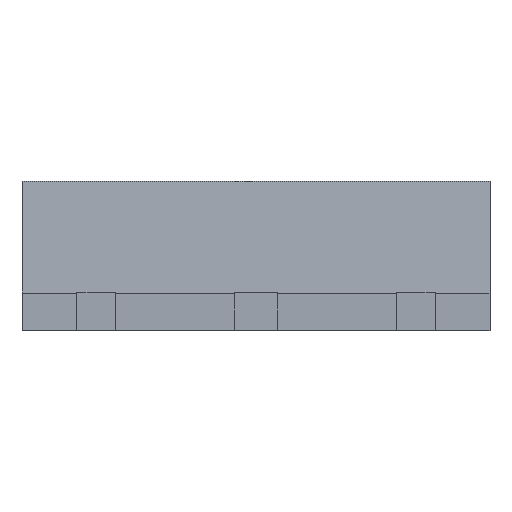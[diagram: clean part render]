
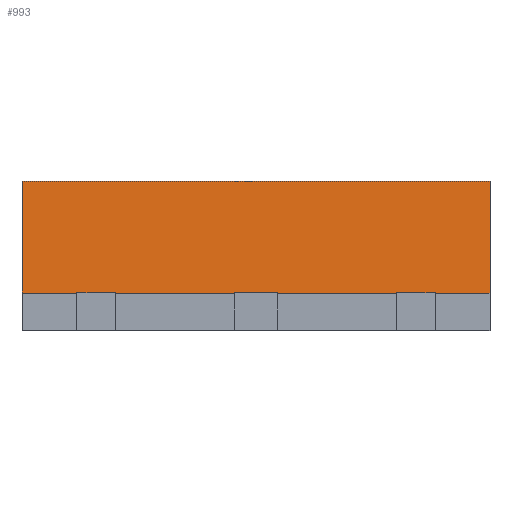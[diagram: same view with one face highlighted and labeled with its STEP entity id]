
A CAD part, top view. The second image highlights one B-rep face of the part: STEP entity #993.
In plain terms, the highlighted planar face has unit normal (0, 0.076, 0.997).
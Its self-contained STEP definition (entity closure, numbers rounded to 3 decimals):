
#9 = VERTEX_POINT ( 'NONE', #1728 ) ;
#29 = DIRECTION ( 'NONE',  ( -1., 0., 0. ) ) ;
#40 = DIRECTION ( 'NONE',  ( 1., 0., 0. ) ) ;
#58 = EDGE_CURVE ( 'NONE', #9, #1705, #653, .T. ) ;
#114 = CARTESIAN_POINT ( 'NONE',  ( -2.195, 0.35, 1.145 ) ) ;
#136 = ORIENTED_EDGE ( 'NONE', *, *, #597, .F. ) ;
#214 = DIRECTION ( 'NONE',  ( 0., 0.997, -0.076 ) ) ;
#228 = ORIENTED_EDGE ( 'NONE', *, *, #1445, .F. ) ;
#242 = CARTESIAN_POINT ( 'NONE',  ( 0.205, 0.35, 1.145 ) ) ;
#262 = EDGE_CURVE ( 'NONE', #1888, #700, #1146, .T. ) ;
#283 = VECTOR ( 'NONE', #551, 1000. ) ;
#328 = CARTESIAN_POINT ( 'NONE',  ( 2.195, 1.4, 1.065 ) ) ;
#379 = PLANE ( 'NONE',  #743 ) ;
#397 = LINE ( 'NONE', #1665, #1500 ) ;
#430 = LINE ( 'NONE', #1425, #283 ) ;
#447 = LINE ( 'NONE', #328, #1356 ) ;
#452 = EDGE_LOOP ( 'NONE', ( #136, #1491, #1695, #487, #228, #1752 ) ) ;
#457 = CARTESIAN_POINT ( 'NONE',  ( -2.195, 0.35, 1.145 ) ) ;
#487 = ORIENTED_EDGE ( 'NONE', *, *, #58, .F. ) ;
#541 = CARTESIAN_POINT ( 'NONE',  ( -2.195, 1.4, 1.065 ) ) ;
#551 = DIRECTION ( 'NONE',  ( 1., 0., 0. ) ) ;
#597 = EDGE_CURVE ( 'NONE', #700, #1718, #1189, .T. ) ;
#653 = LINE ( 'NONE', #457, #1788 ) ;
#700 = VERTEX_POINT ( 'NONE', #114 ) ;
#743 = AXIS2_PLACEMENT_3D ( 'NONE', #1838, #785, #1703 ) ;
#752 = EDGE_CURVE ( 'NONE', #1718, #1219, #430, .T. ) ;
#785 = DIRECTION ( 'NONE',  ( 0., 0.076, 0.997 ) ) ;
#810 = VECTOR ( 'NONE', #214, 1000. ) ;
#922 = FACE_OUTER_BOUND ( 'NONE', #452, .T. ) ;
#993 = ADVANCED_FACE ( 'NONE', ( #922 ), #379, .T. ) ;
#1042 = EDGE_CURVE ( 'NONE', #1888, #1705, #397, .T. ) ;
#1146 = LINE ( 'NONE', #1503, #1268 ) ;
#1189 = LINE ( 'NONE', #1373, #810 ) ;
#1219 = VERTEX_POINT ( 'NONE', #1446 ) ;
#1268 = VECTOR ( 'NONE', #29, 1000. ) ;
#1356 = VECTOR ( 'NONE', #1486, 1000. ) ;
#1373 = CARTESIAN_POINT ( 'NONE',  ( -2.195, 1.4, 1.065 ) ) ;
#1425 = CARTESIAN_POINT ( 'NONE',  ( 2.195, 1.4, 1.065 ) ) ;
#1445 = EDGE_CURVE ( 'NONE', #1219, #9, #447, .T. ) ;
#1446 = CARTESIAN_POINT ( 'NONE',  ( 2.195, 1.4, 1.065 ) ) ;
#1475 = DIRECTION ( 'NONE',  ( -1., 0., 0. ) ) ;
#1486 = DIRECTION ( 'NONE',  ( 0., -0.997, 0.076 ) ) ;
#1491 = ORIENTED_EDGE ( 'NONE', *, *, #262, .F. ) ;
#1500 = VECTOR ( 'NONE', #40, 1000. ) ;
#1503 = CARTESIAN_POINT ( 'NONE',  ( -2.195, 0.35, 1.145 ) ) ;
#1665 = CARTESIAN_POINT ( 'NONE',  ( -0.205, 0.35, 1.145 ) ) ;
#1695 = ORIENTED_EDGE ( 'NONE', *, *, #1042, .T. ) ;
#1703 = DIRECTION ( 'NONE',  ( -1., 0., 0. ) ) ;
#1705 = VERTEX_POINT ( 'NONE', #242 ) ;
#1718 = VERTEX_POINT ( 'NONE', #541 ) ;
#1728 = CARTESIAN_POINT ( 'NONE',  ( 2.195, 0.35, 1.145 ) ) ;
#1735 = CARTESIAN_POINT ( 'NONE',  ( -0.205, 0.35, 1.145 ) ) ;
#1752 = ORIENTED_EDGE ( 'NONE', *, *, #752, .F. ) ;
#1788 = VECTOR ( 'NONE', #1475, 1000. ) ;
#1838 = CARTESIAN_POINT ( 'NONE',  ( 0., 1.4, 1.065 ) ) ;
#1888 = VERTEX_POINT ( 'NONE', #1735 ) ;
